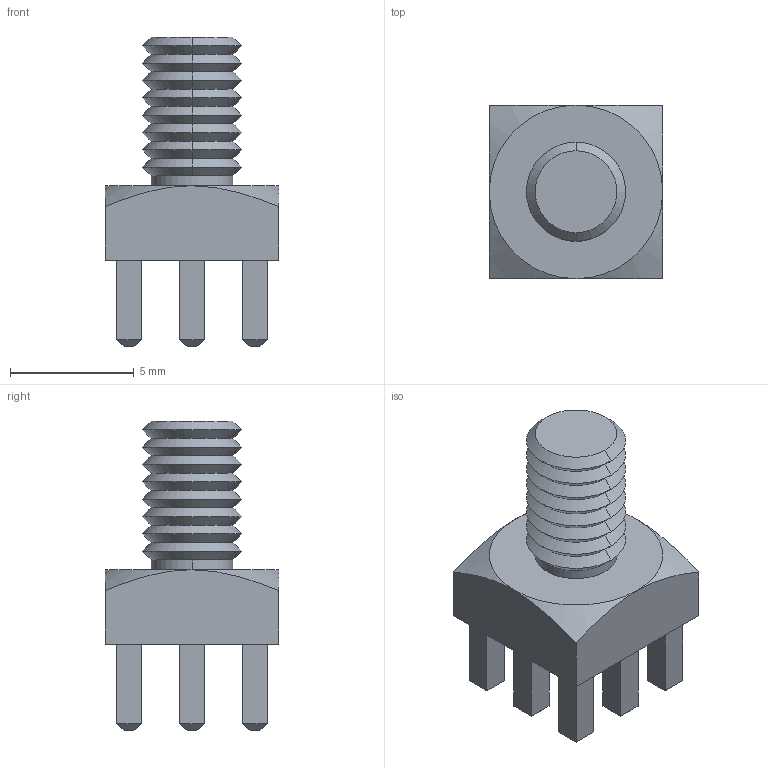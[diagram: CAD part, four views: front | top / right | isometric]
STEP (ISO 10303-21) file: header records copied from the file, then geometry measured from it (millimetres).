
FILE_DESCRIPTION((''),'2;1');
FILE_NAME('WURTH_7461096.stp','2015-10-23T10:30:57',(''),(''),'Mechanical Desktop 2011','Mechanical Desktop 2011',', , ');
FILE_SCHEMA(('AUTOMOTIVE_DESIGN { 1 2 10303 214 1 1 1 1 }'));
Length unit declared in the file: millimetre
Products named in the file (1): Product
Bounding box: 7 x 7 x 12.5 mm (x, y, z)
Volume: 236.7 mm3; surface area: 388.6 mm2
Topology: 1 solids, 1 shells, 126 faces, 272 edges, 158 vertices
Faces by surface type: plane 82, cone 36, bspline 6, cylinder 2
Entity records: 3335 total; most frequent: CARTESIAN_POINT 591, DIRECTION 548, ORIENTED_EDGE 544, EDGE_CURVE 272, VECTOR 222, LINE 222, AXIS2_PLACEMENT_3D 163, VERTEX_POINT 158
